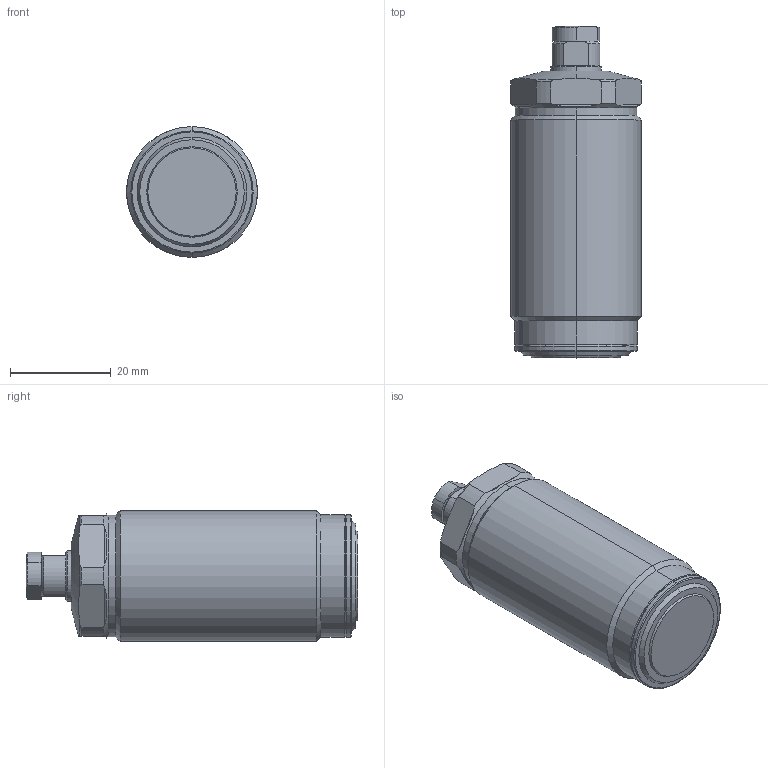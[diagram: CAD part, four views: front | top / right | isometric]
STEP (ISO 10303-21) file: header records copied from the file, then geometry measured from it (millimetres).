
FILE_DESCRIPTION (( 'STEP AP214' ), '1' );
FILE_NAME ('CSP-26BLK.STEP', '2019-10-18T11:23:55', ( '' ), ( '' ), 'SwSTEP 2.0', 'SolidWorks 2014', '' );
FILE_SCHEMA (( 'AUTOMOTIVE_DESIGN' ));
Length unit declared in the file: millimetre
Products named in the file (4): CSP-026埴芛蹟邡; CSP-026活塞杆; CSP-026-K本体（初始）; CSP-26BLK
Assembly tree (3 placements, depth 2):
  CSP-26BLK
    CSP-026-K本体（初始）
    CSP-026活塞杆
    CSP-026埴芛蹟邡
Bounding box: 26 x 66 x 26 mm (x, y, z)
Volume: 29301.3 mm3; surface area: 7831.1 mm2
Topology: 3 solids, 3 shells, 113 faces, 261 edges, 161 vertices
Faces by surface type: cylinder 39, plane 30, cone 22, torus 20, sphere 2
Entity records: 3545 total; most frequent: CARTESIAN_POINT 813, DIRECTION 583, ORIENTED_EDGE 522, EDGE_CURVE 261, AXIS2_PLACEMENT_3D 251, VERTEX_POINT 161, CIRCLE 132, EDGE_LOOP 120
